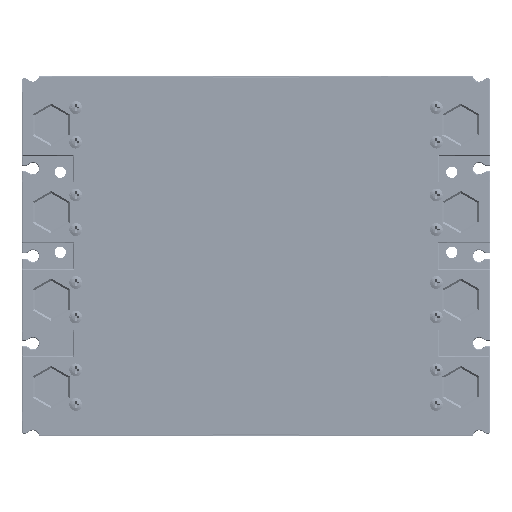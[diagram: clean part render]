
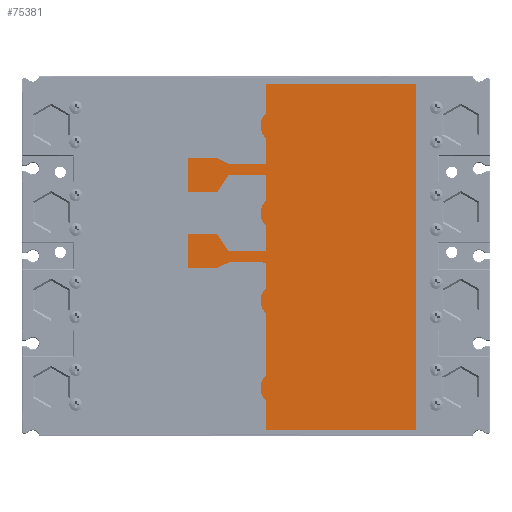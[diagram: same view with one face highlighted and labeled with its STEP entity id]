
A CAD part, front view. The second image highlights one B-rep face of the part: STEP entity #75381.
In plain terms, the highlighted face is planar.
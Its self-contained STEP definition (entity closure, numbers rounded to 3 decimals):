
#74862=DIRECTION('',(1.,0.,0.));
#74863=VECTOR('',#74862,190.);
#74864=CARTESIAN_POINT('',(-71.,0.,0.));
#74865=LINE('',#74864,#74863);
#74866=CARTESIAN_POINT('',(96.,76.,0.));
#74867=DIRECTION('',(0.,0.,1.));
#74868=DIRECTION('',(0.729,0.684,0.));
#74869=AXIS2_PLACEMENT_3D('',#74866,#74867,#74868);
#74871=CARTESIAN_POINT('',(48.,76.,0.));
#74872=DIRECTION('',(0.,0.,1.));
#74873=DIRECTION('',(0.729,0.684,0.));
#74874=AXIS2_PLACEMENT_3D('',#74871,#74872,#74873);
#74876=DIRECTION('',(0.436,0.9,0.));
#74877=VECTOR('',#74876,7.223);
#74878=CARTESIAN_POINT('',(27.1,103.,0.));
#74879=LINE('',#74878,#74877);
#74880=DIRECTION('',(0.829,-0.559,0.));
#74881=VECTOR('',#74880,11.635);
#74882=CARTESIAN_POINT('',(11.25,109.5,0.));
#74883=LINE('',#74882,#74881);
#74884=CARTESIAN_POINT('',(0.,76.,0.));
#74885=DIRECTION('',(0.,0.,1.));
#74886=DIRECTION('',(0.729,0.684,0.));
#74887=AXIS2_PLACEMENT_3D('',#74884,#74885,#74886);
#74889=DIRECTION('',(0.829,0.559,0.));
#74890=VECTOR('',#74889,11.635);
#74891=CARTESIAN_POINT('',(-20.9,103.,0.));
#74892=LINE('',#74891,#74890);
#74893=DIRECTION('',(0.436,-0.9,0.));
#74894=VECTOR('',#74893,7.223);
#74895=CARTESIAN_POINT('',(-30.25,109.5,0.));
#74896=LINE('',#74895,#74894);
#74897=CARTESIAN_POINT('',(-48.,76.,0.));
#74898=DIRECTION('',(0.,0.,1.));
#74899=DIRECTION('',(0.729,0.684,0.));
#74900=AXIS2_PLACEMENT_3D('',#74897,#74898,#74899);
#74910=DIRECTION('',(0.,1.,0.));
#74911=VECTOR('',#74910,82.5);
#74912=CARTESIAN_POINT('',(-71.,0.,0.));
#74913=LINE('',#74912,#74911);
#74918=DIRECTION('',(1.,0.,0.));
#74919=VECTOR('',#74918,16.072);
#74920=CARTESIAN_POINT('',(-71.,82.5,0.));
#74921=LINE('',#74920,#74919);
#74938=DIRECTION('',(1.,0.,0.));
#74939=VECTOR('',#74938,13.972);
#74940=CARTESIAN_POINT('',(-41.072,82.5,0.));
#74941=LINE('',#74940,#74939);
#74942=DIRECTION('',(0.,1.,0.));
#74943=VECTOR('',#74942,20.5);
#74944=CARTESIAN_POINT('',(-27.1,82.5,0.));
#74945=LINE('',#74944,#74943);
#74950=DIRECTION('',(0.,1.,0.));
#74951=VECTOR('',#74950,16.);
#74952=CARTESIAN_POINT('',(-30.25,109.5,0.));
#74953=LINE('',#74952,#74951);
#74958=DIRECTION('',(1.,0.,0.));
#74959=VECTOR('',#74958,19.);
#74960=CARTESIAN_POINT('',(-30.25,125.5,0.));
#74961=LINE('',#74960,#74959);
#74966=DIRECTION('',(0.,-1.,0.));
#74967=VECTOR('',#74966,16.);
#74968=CARTESIAN_POINT('',(-11.25,125.5,0.));
#74969=LINE('',#74968,#74967);
#74986=DIRECTION('',(0.,-1.,0.));
#74987=VECTOR('',#74986,20.5);
#74988=CARTESIAN_POINT('',(-20.9,103.,0.));
#74989=LINE('',#74988,#74987);
#74990=DIRECTION('',(1.,0.,0.));
#74991=VECTOR('',#74990,13.972);
#74992=CARTESIAN_POINT('',(-20.9,82.5,0.));
#74993=LINE('',#74992,#74991);
#75006=DIRECTION('',(1.,0.,0.));
#75007=VECTOR('',#75006,13.972);
#75008=CARTESIAN_POINT('',(6.928,82.5,0.));
#75009=LINE('',#75008,#75007);
#75010=DIRECTION('',(0.,1.,0.));
#75011=VECTOR('',#75010,20.5);
#75012=CARTESIAN_POINT('',(20.9,82.5,0.));
#75013=LINE('',#75012,#75011);
#75018=DIRECTION('',(0.,1.,0.));
#75019=VECTOR('',#75018,16.);
#75020=CARTESIAN_POINT('',(11.25,109.5,0.));
#75021=LINE('',#75020,#75019);
#75026=DIRECTION('',(1.,0.,0.));
#75027=VECTOR('',#75026,19.);
#75028=CARTESIAN_POINT('',(11.25,125.5,0.));
#75029=LINE('',#75028,#75027);
#75034=DIRECTION('',(0.,-1.,0.));
#75035=VECTOR('',#75034,16.);
#75036=CARTESIAN_POINT('',(30.25,125.5,0.));
#75037=LINE('',#75036,#75035);
#75054=DIRECTION('',(0.,-1.,0.));
#75055=VECTOR('',#75054,20.5);
#75056=CARTESIAN_POINT('',(27.1,103.,0.));
#75057=LINE('',#75056,#75055);
#75058=DIRECTION('',(1.,0.,0.));
#75059=VECTOR('',#75058,13.972);
#75060=CARTESIAN_POINT('',(27.1,82.5,0.));
#75061=LINE('',#75060,#75059);
#75070=DIRECTION('',(1.,0.,0.));
#75071=VECTOR('',#75070,34.144);
#75072=CARTESIAN_POINT('',(54.928,82.5,0.));
#75073=LINE('',#75072,#75071);
#75082=DIRECTION('',(1.,0.,0.));
#75083=VECTOR('',#75082,16.072);
#75084=CARTESIAN_POINT('',(102.928,82.5,0.));
#75085=LINE('',#75084,#75083);
#75086=DIRECTION('',(0.,-1.,0.));
#75087=VECTOR('',#75086,82.5);
#75088=CARTESIAN_POINT('',(119.,82.5,0.));
#75089=LINE('',#75088,#75087);
#75206=CARTESIAN_POINT('',(-71.,0.,0.));
#75207=CARTESIAN_POINT('',(119.,0.,0.));
#75208=VERTEX_POINT('',#75206);
#75209=VERTEX_POINT('',#75207);
#75210=CARTESIAN_POINT('',(119.,82.5,0.));
#75211=VERTEX_POINT('',#75210);
#75212=CARTESIAN_POINT('',(102.928,82.5,0.));
#75213=VERTEX_POINT('',#75212);
#75214=CARTESIAN_POINT('',(89.072,82.5,0.));
#75215=VERTEX_POINT('',#75214);
#75216=CARTESIAN_POINT('',(54.928,82.5,0.));
#75217=VERTEX_POINT('',#75216);
#75218=CARTESIAN_POINT('',(41.072,82.5,0.));
#75219=VERTEX_POINT('',#75218);
#75220=CARTESIAN_POINT('',(27.1,82.5,0.));
#75221=VERTEX_POINT('',#75220);
#75222=CARTESIAN_POINT('',(27.1,103.,0.));
#75223=VERTEX_POINT('',#75222);
#75224=CARTESIAN_POINT('',(30.25,109.5,0.));
#75225=VERTEX_POINT('',#75224);
#75226=CARTESIAN_POINT('',(30.25,125.5,0.));
#75227=VERTEX_POINT('',#75226);
#75228=CARTESIAN_POINT('',(11.25,125.5,0.));
#75229=VERTEX_POINT('',#75228);
#75230=CARTESIAN_POINT('',(11.25,109.5,0.));
#75231=VERTEX_POINT('',#75230);
#75232=CARTESIAN_POINT('',(20.9,103.,0.));
#75233=VERTEX_POINT('',#75232);
#75234=CARTESIAN_POINT('',(20.9,82.5,0.));
#75235=VERTEX_POINT('',#75234);
#75236=CARTESIAN_POINT('',(6.928,82.5,0.));
#75237=VERTEX_POINT('',#75236);
#75238=CARTESIAN_POINT('',(-6.928,82.5,0.));
#75239=VERTEX_POINT('',#75238);
#75240=CARTESIAN_POINT('',(-20.9,82.5,0.));
#75241=VERTEX_POINT('',#75240);
#75242=CARTESIAN_POINT('',(-20.9,103.,0.));
#75243=VERTEX_POINT('',#75242);
#75244=CARTESIAN_POINT('',(-11.25,109.5,0.));
#75245=VERTEX_POINT('',#75244);
#75246=CARTESIAN_POINT('',(-11.25,125.5,0.));
#75247=VERTEX_POINT('',#75246);
#75248=CARTESIAN_POINT('',(-30.25,125.5,0.));
#75249=VERTEX_POINT('',#75248);
#75250=CARTESIAN_POINT('',(-30.25,109.5,0.));
#75251=VERTEX_POINT('',#75250);
#75252=CARTESIAN_POINT('',(-27.1,103.,0.));
#75253=VERTEX_POINT('',#75252);
#75254=CARTESIAN_POINT('',(-27.1,82.5,0.));
#75255=VERTEX_POINT('',#75254);
#75256=CARTESIAN_POINT('',(-41.072,82.5,0.));
#75257=VERTEX_POINT('',#75256);
#75258=CARTESIAN_POINT('',(-54.928,82.5,0.));
#75259=VERTEX_POINT('',#75258);
#75260=CARTESIAN_POINT('',(-71.,82.5,0.));
#75261=VERTEX_POINT('',#75260);
#75318=CARTESIAN_POINT('',(0.,0.,0.));
#75319=DIRECTION('',(0.,0.,1.));
#75320=DIRECTION('',(1.,0.,0.));
#75321=AXIS2_PLACEMENT_3D('',#75318,#75319,#75320);
#75322=PLANE('',#75321);
#75324=ORIENTED_EDGE('',*,*,#75323,.T.);
#75326=ORIENTED_EDGE('',*,*,#75325,.F.);
#75328=ORIENTED_EDGE('',*,*,#75327,.F.);
#75330=ORIENTED_EDGE('',*,*,#75329,.T.);
#75332=ORIENTED_EDGE('',*,*,#75331,.F.);
#75334=ORIENTED_EDGE('',*,*,#75333,.T.);
#75336=ORIENTED_EDGE('',*,*,#75335,.F.);
#75338=ORIENTED_EDGE('',*,*,#75337,.F.);
#75340=ORIENTED_EDGE('',*,*,#75339,.T.);
#75342=ORIENTED_EDGE('',*,*,#75341,.F.);
#75344=ORIENTED_EDGE('',*,*,#75343,.F.);
#75346=ORIENTED_EDGE('',*,*,#75345,.F.);
#75348=ORIENTED_EDGE('',*,*,#75347,.T.);
#75350=ORIENTED_EDGE('',*,*,#75349,.F.);
#75352=ORIENTED_EDGE('',*,*,#75351,.F.);
#75354=ORIENTED_EDGE('',*,*,#75353,.T.);
#75356=ORIENTED_EDGE('',*,*,#75355,.F.);
#75358=ORIENTED_EDGE('',*,*,#75357,.F.);
#75360=ORIENTED_EDGE('',*,*,#75359,.T.);
#75362=ORIENTED_EDGE('',*,*,#75361,.F.);
#75364=ORIENTED_EDGE('',*,*,#75363,.F.);
#75366=ORIENTED_EDGE('',*,*,#75365,.F.);
#75368=ORIENTED_EDGE('',*,*,#75367,.T.);
#75370=ORIENTED_EDGE('',*,*,#75369,.F.);
#75372=ORIENTED_EDGE('',*,*,#75371,.F.);
#75374=ORIENTED_EDGE('',*,*,#75373,.T.);
#75376=ORIENTED_EDGE('',*,*,#75375,.F.);
#75378=ORIENTED_EDGE('',*,*,#75377,.F.);
#75379=EDGE_LOOP('',(#75324,#75326,#75328,#75330,#75332,#75334,#75336,#75338,
#75340,#75342,#75344,#75346,#75348,#75350,#75352,#75354,#75356,#75358,#75360,
#75362,#75364,#75366,#75368,#75370,#75372,#75374,#75376,#75378));
#75380=FACE_OUTER_BOUND('',#75379,.F.);
#75381=ADVANCED_FACE('',(#75380),#75322,.F.);
#74870=CIRCLE('',#74869,9.5);
#74875=CIRCLE('',#74874,9.5);
#74888=CIRCLE('',#74887,9.5);
#74901=CIRCLE('',#74900,9.5);
#75323=EDGE_CURVE('',#75208,#75209,#74865,.T.);
#75325=EDGE_CURVE('',#75211,#75209,#75089,.T.);
#75327=EDGE_CURVE('',#75213,#75211,#75085,.T.);
#75329=EDGE_CURVE('',#75213,#75215,#74870,.T.);
#75331=EDGE_CURVE('',#75217,#75215,#75073,.T.);
#75333=EDGE_CURVE('',#75217,#75219,#74875,.T.);
#75335=EDGE_CURVE('',#75221,#75219,#75061,.T.);
#75337=EDGE_CURVE('',#75223,#75221,#75057,.T.);
#75339=EDGE_CURVE('',#75223,#75225,#74879,.T.);
#75341=EDGE_CURVE('',#75227,#75225,#75037,.T.);
#75343=EDGE_CURVE('',#75229,#75227,#75029,.T.);
#75345=EDGE_CURVE('',#75231,#75229,#75021,.T.);
#75347=EDGE_CURVE('',#75231,#75233,#74883,.T.);
#75349=EDGE_CURVE('',#75235,#75233,#75013,.T.);
#75351=EDGE_CURVE('',#75237,#75235,#75009,.T.);
#75353=EDGE_CURVE('',#75237,#75239,#74888,.T.);
#75355=EDGE_CURVE('',#75241,#75239,#74993,.T.);
#75357=EDGE_CURVE('',#75243,#75241,#74989,.T.);
#75359=EDGE_CURVE('',#75243,#75245,#74892,.T.);
#75361=EDGE_CURVE('',#75247,#75245,#74969,.T.);
#75363=EDGE_CURVE('',#75249,#75247,#74961,.T.);
#75365=EDGE_CURVE('',#75251,#75249,#74953,.T.);
#75367=EDGE_CURVE('',#75251,#75253,#74896,.T.);
#75369=EDGE_CURVE('',#75255,#75253,#74945,.T.);
#75371=EDGE_CURVE('',#75257,#75255,#74941,.T.);
#75373=EDGE_CURVE('',#75257,#75259,#74901,.T.);
#75375=EDGE_CURVE('',#75261,#75259,#74921,.T.);
#75377=EDGE_CURVE('',#75208,#75261,#74913,.T.);
